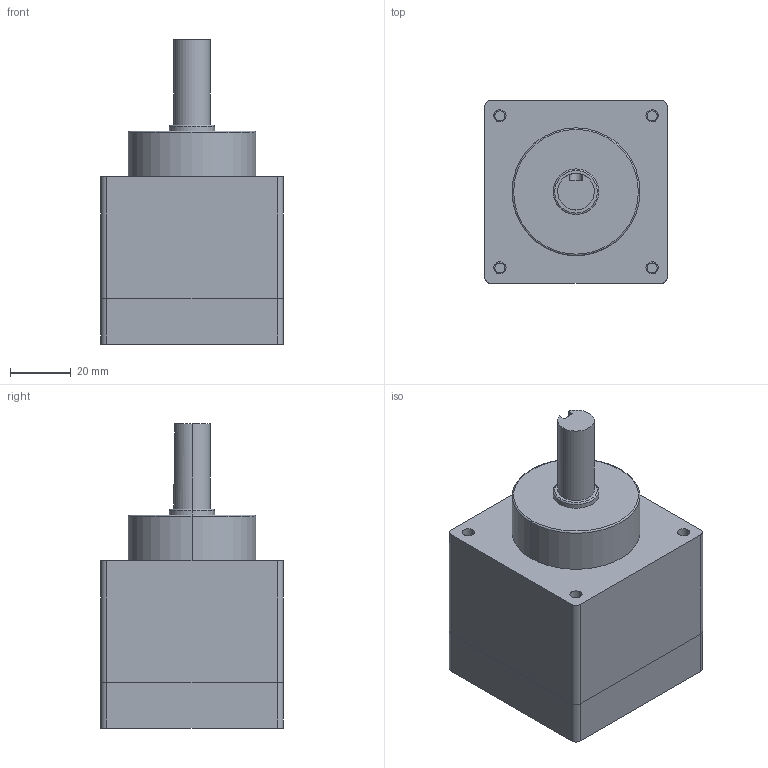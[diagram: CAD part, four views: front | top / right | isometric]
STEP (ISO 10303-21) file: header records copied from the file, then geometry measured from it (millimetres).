
FILE_DESCRIPTION (( 'STEP AP214' ), '1' );
FILE_NAME ('BRA65XXG.STEP', '2015-01-18T11:48:46', ( 'j' ), ( '' ), 'SwSTEP 2.0', 'SolidWorks 2011', '' );
FILE_SCHEMA (( 'AUTOMOTIVE_DESIGN' ));
Length unit declared in the file: millimetre
Products named in the file (1): BRA65XXG
Bounding box: 60 x 60 x 100 mm (x, y, z)
Volume: 205470.5 mm3; surface area: 34104.5 mm2
Topology: 2 solids, 2 shells, 104 faces, 233 edges, 152 vertices
Faces by surface type: cylinder 63, plane 37, torus 4
Entity records: 3377 total; most frequent: CARTESIAN_POINT 891, DIRECTION 552, ORIENTED_EDGE 466, EDGE_CURVE 233, AXIS2_PLACEMENT_3D 227, VERTEX_POINT 152, EDGE_LOOP 133, CIRCLE 122
